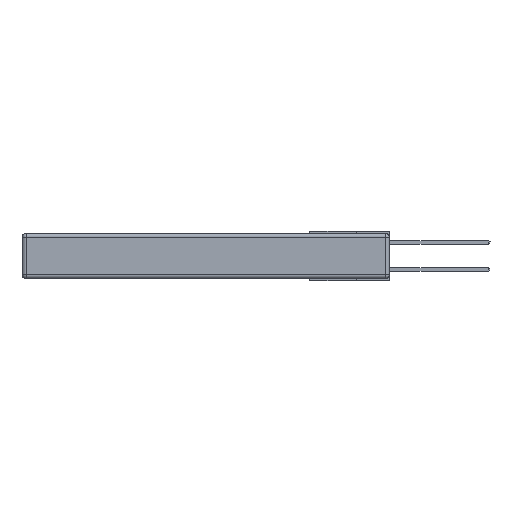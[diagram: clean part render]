
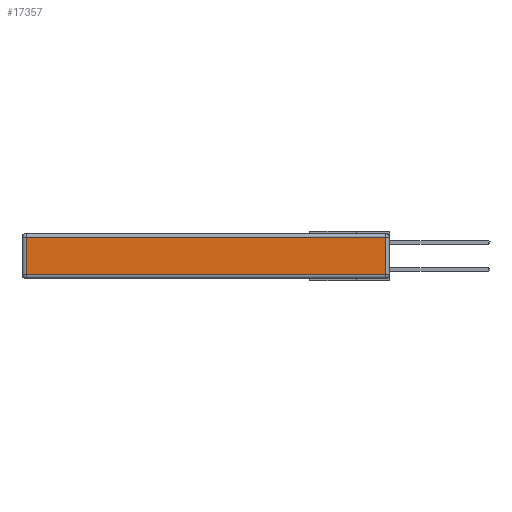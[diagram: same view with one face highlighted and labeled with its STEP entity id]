
A CAD part, left-side view. The second image highlights one B-rep face of the part: STEP entity #17357.
In plain terms, the highlighted planar face has unit normal (-1, 0, 0).
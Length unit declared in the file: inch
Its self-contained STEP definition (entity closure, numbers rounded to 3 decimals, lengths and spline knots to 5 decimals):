
#97 = CARTESIAN_POINT ( 'NONE',  ( 0., 0.03, -0.03 ) ) ;
#984 = ORIENTED_EDGE ( 'NONE', *, *, #3992, .T. ) ;
#1174 = VECTOR ( 'NONE', #15760, 39.37008 ) ;
#2408 = CARTESIAN_POINT ( 'NONE',  ( 0., 2.72, -0.313 ) ) ;
#3654 = CARTESIAN_POINT ( 'NONE',  ( 0., 0., -0.343 ) ) ;
#3992 = EDGE_CURVE ( 'NONE', #21912, #21641, #24663, .T. ) ;
#5039 = EDGE_CURVE ( 'NONE', #23121, #19537, #16472, .T. ) ;
#5228 = CARTESIAN_POINT ( 'NONE',  ( 0., 2.72, -0.343 ) ) ;
#5310 = DIRECTION ( 'NONE',  ( 0., 0., -1. ) ) ;
#6511 = VECTOR ( 'NONE', #21269, 39.37008 ) ;
#6600 = EDGE_CURVE ( 'NONE', #19537, #21912, #13922, .T. ) ;
#7149 = VECTOR ( 'NONE', #22547, 39.37008 ) ;
#7785 = CARTESIAN_POINT ( 'NONE',  ( 0., 2.75, -0.03 ) ) ;
#7890 = CARTESIAN_POINT ( 'NONE',  ( 0., 0., -0.313 ) ) ;
#7950 = CARTESIAN_POINT ( 'NONE',  ( 0., 2.72, -0.03 ) ) ;
#8817 = ORIENTED_EDGE ( 'NONE', *, *, #6600, .T. ) ;
#10419 = EDGE_CURVE ( 'NONE', #21641, #23121, #17070, .T. ) ;
#11321 = AXIS2_PLACEMENT_3D ( 'NONE', #3654, #23013, #24689 ) ;
#13922 = LINE ( 'NONE', #7890, #1174 ) ;
#14726 = CARTESIAN_POINT ( 'NONE',  ( 0., 0.03, -0.343 ) ) ;
#15157 = PLANE ( 'NONE',  #11321 ) ;
#15301 = ORIENTED_EDGE ( 'NONE', *, *, #10419, .T. ) ;
#15760 = DIRECTION ( 'NONE',  ( 0., -1., 0. ) ) ;
#16472 = LINE ( 'NONE', #5228, #18273 ) ;
#16862 = EDGE_LOOP ( 'NONE', ( #8817, #984, #15301, #18364 ) ) ;
#17070 = LINE ( 'NONE', #7785, #6511 ) ;
#17357 = ADVANCED_FACE ( 'NONE', ( #18792 ), #15157, .T. ) ;
#18273 = VECTOR ( 'NONE', #5310, 39.37008 ) ;
#18364 = ORIENTED_EDGE ( 'NONE', *, *, #5039, .T. ) ;
#18792 = FACE_OUTER_BOUND ( 'NONE', #16862, .T. ) ;
#19537 = VERTEX_POINT ( 'NONE', #2408 ) ;
#20190 = CARTESIAN_POINT ( 'NONE',  ( 0., 0.03, -0.313 ) ) ;
#21269 = DIRECTION ( 'NONE',  ( 0., 1., 0. ) ) ;
#21641 = VERTEX_POINT ( 'NONE', #97 ) ;
#21912 = VERTEX_POINT ( 'NONE', #20190 ) ;
#22547 = DIRECTION ( 'NONE',  ( 0., 0., 1. ) ) ;
#23013 = DIRECTION ( 'NONE',  ( -1., 0., 0. ) ) ;
#23121 = VERTEX_POINT ( 'NONE', #7950 ) ;
#24663 = LINE ( 'NONE', #14726, #7149 ) ;
#24689 = DIRECTION ( 'NONE',  ( 0., 0., 1. ) ) ;
